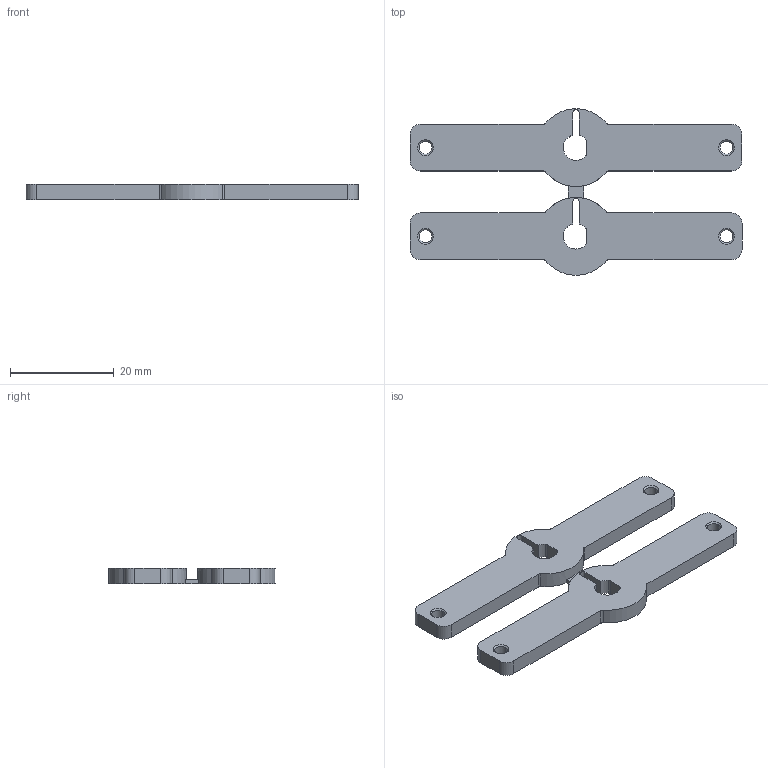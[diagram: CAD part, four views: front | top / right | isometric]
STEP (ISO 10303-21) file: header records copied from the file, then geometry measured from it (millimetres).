
FILE_DESCRIPTION (( 'STEP AP203' ), '1' );
FILE_NAME ('牷旋.STEP', '2025-01-02T02:13:59', ( '' ), ( '' ), 'SwSTEP 2.0', 'SolidWorks 2024', '' );
FILE_SCHEMA (( 'CONFIG_CONTROL_DESIGN' ));
Length unit declared in the file: millimetre
Products named in the file (1): 摇臂
Bounding box: 64 x 32.05 x 3 mm (x, y, z)
Volume: 3540.7 mm3; surface area: 3483.9 mm2
Topology: 1 solids, 1 shells, 74 faces, 208 edges, 136 vertices
Faces by surface type: cylinder 42, plane 24, cone 8
Entity records: 2525 total; most frequent: DIRECTION 454, CARTESIAN_POINT 419, ORIENTED_EDGE 416, EDGE_CURVE 208, AXIS2_PLACEMENT_3D 171, VERTEX_POINT 136, VECTOR 112, LINE 112
